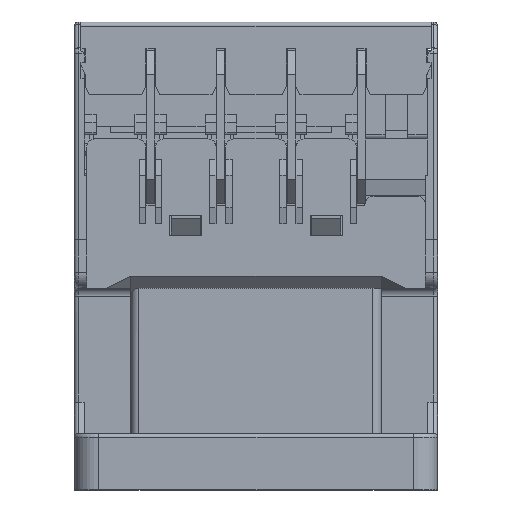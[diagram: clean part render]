
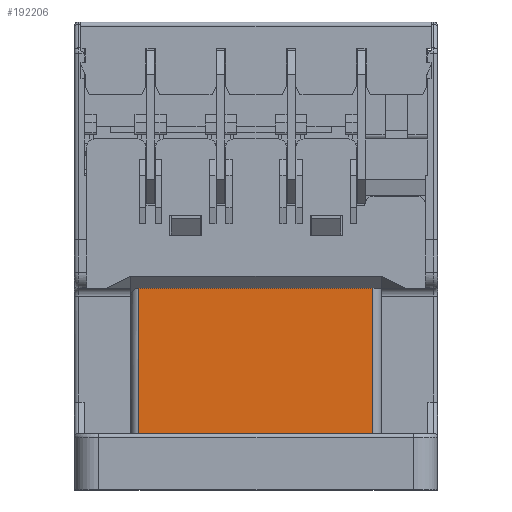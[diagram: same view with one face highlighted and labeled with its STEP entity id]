
A CAD part, front view. The second image highlights one B-rep face of the part: STEP entity #192206.
In plain terms, the highlighted planar face has unit normal (0, -1, 0).
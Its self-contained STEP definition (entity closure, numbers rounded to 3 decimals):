
#149008=DIRECTION('',(-1.,0.,0.));
#149009=VECTOR('',#149008,29.);
#149010=CARTESIAN_POINT('',(14.5,-22.,7.));
#149011=LINE('',#149010,#149009);
#154161=DIRECTION('',(0.,0.,1.));
#154162=VECTOR('',#154161,18.);
#154163=CARTESIAN_POINT('',(-14.5,-22.,7.));
#154164=LINE('',#154163,#154162);
#154165=DIRECTION('',(-1.,0.,0.));
#154166=VECTOR('',#154165,29.);
#154167=CARTESIAN_POINT('',(14.5,-22.,25.));
#154168=LINE('',#154167,#154166);
#154169=DIRECTION('',(0.,0.,1.));
#154170=VECTOR('',#154169,18.);
#154171=CARTESIAN_POINT('',(14.5,-22.,7.));
#154172=LINE('',#154171,#154170);
#174859=CARTESIAN_POINT('',(-14.5,-22.,7.));
#174860=CARTESIAN_POINT('',(-14.5,-22.,25.));
#174861=VERTEX_POINT('',#174859);
#174862=VERTEX_POINT('',#174860);
#174871=CARTESIAN_POINT('',(14.5,-22.,7.));
#174872=CARTESIAN_POINT('',(14.5,-22.,25.));
#174873=VERTEX_POINT('',#174871);
#174874=VERTEX_POINT('',#174872);
#192193=CARTESIAN_POINT('',(15.5,-22.,7.));
#192194=DIRECTION('',(0.,1.,0.));
#192195=DIRECTION('',(-1.,0.,0.));
#192196=AXIS2_PLACEMENT_3D('',#192193,#192194,#192195);
#192197=PLANE('',#192196);
#192199=ORIENTED_EDGE('',*,*,#192198,.T.);
#192201=ORIENTED_EDGE('',*,*,#192200,.F.);
#192202=ORIENTED_EDGE('',*,*,#192175,.F.);
#192203=ORIENTED_EDGE('',*,*,#181249,.T.);
#192204=EDGE_LOOP('',(#192199,#192201,#192202,#192203));
#192205=FACE_OUTER_BOUND('',#192204,.F.);
#181249=EDGE_CURVE('',#174873,#174861,#149011,.T.);
#192175=EDGE_CURVE('',#174873,#174874,#154172,.T.);
#192198=EDGE_CURVE('',#174861,#174862,#154164,.T.);
#192200=EDGE_CURVE('',#174874,#174862,#154168,.T.);
#192206=ADVANCED_FACE('',(#192205),#192197,.F.);
